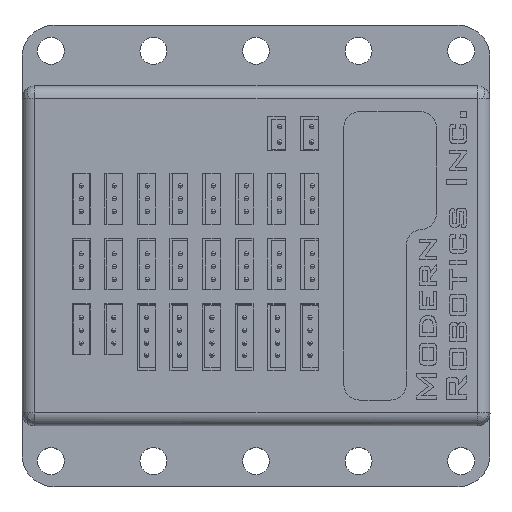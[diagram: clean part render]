
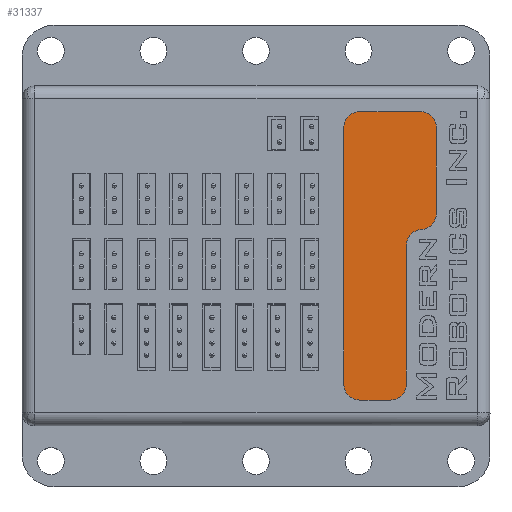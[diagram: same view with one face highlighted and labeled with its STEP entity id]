
A CAD part, top view. The second image highlights one B-rep face of the part: STEP entity #31337.
In plain terms, the highlighted planar face has unit normal (0, 0, 1).
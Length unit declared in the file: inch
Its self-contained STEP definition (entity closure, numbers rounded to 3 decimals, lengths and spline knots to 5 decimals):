
#723 = CARTESIAN_POINT ( 'NONE',  ( -0.03953, -1.30527, 1.41872 ) ) ;
#850 = ORIENTED_EDGE ( 'NONE', *, *, #34140, .T. ) ;
#1369 = DIRECTION ( 'NONE',  ( -1., 0., 0. ) ) ;
#1744 = VECTOR ( 'NONE', #15960, 39.37008 ) ;
#1999 = ORIENTED_EDGE ( 'NONE', *, *, #46405, .T. ) ;
#2218 = CARTESIAN_POINT ( 'NONE',  ( 0.14825, -1.4037, 1.41872 ) ) ;
#2710 = AXIS2_PLACEMENT_3D ( 'NONE', #23672, #16280, #12354 ) ;
#3597 = CARTESIAN_POINT ( 'NONE',  ( -0.13795, -1.30527, 1.41872 ) ) ;
#3822 = CARTESIAN_POINT ( 'NONE',  ( 0.33246, 0.36796, 1.41872 ) ) ;
#4542 = DIRECTION ( 'NONE',  ( 0., -1., 0. ) ) ;
#5108 = AXIS2_PLACEMENT_3D ( 'NONE', #13283, #39163, #16704 ) ;
#7774 = CIRCLE ( 'NONE', #12396, 0.09843 ) ;
#7973 = EDGE_LOOP ( 'NONE', ( #22598, #12944, #10509, #31280, #45065, #43107, #33750, #12755, #850, #28685, #1999 ) ) ;
#8224 = CARTESIAN_POINT ( 'NONE',  ( 0.24667, 0.36796, 1.41872 ) ) ;
#8780 = LINE ( 'NONE', #22861, #1744 ) ;
#9167 = VERTEX_POINT ( 'NONE', #28501 ) ;
#10367 = VERTEX_POINT ( 'NONE', #38848 ) ;
#10415 = CIRCLE ( 'NONE', #29988, 0.09843 ) ;
#10509 = ORIENTED_EDGE ( 'NONE', *, *, #37880, .F. ) ;
#10775 = EDGE_CURVE ( 'NONE', #45641, #45779, #44967, .T. ) ;
#12354 = DIRECTION ( 'NONE',  ( -1., 0., 0. ) ) ;
#12396 = AXIS2_PLACEMENT_3D ( 'NONE', #16992, #39426, #1369 ) ;
#12409 = DIRECTION ( 'NONE',  ( 0., 0., 1. ) ) ;
#12584 = CARTESIAN_POINT ( 'NONE',  ( 0.24667, -0.45413, 1.41872 ) ) ;
#12755 = ORIENTED_EDGE ( 'NONE', *, *, #24360, .T. ) ;
#12944 = ORIENTED_EDGE ( 'NONE', *, *, #17049, .T. ) ;
#13283 = CARTESIAN_POINT ( 'NONE',  ( 0.14825, -1.30527, 1.41872 ) ) ;
#13613 = CARTESIAN_POINT ( 'NONE',  ( 0.43089, 0.36796, 1.41872 ) ) ;
#13855 = VERTEX_POINT ( 'NONE', #12584 ) ;
#14688 = DIRECTION ( 'NONE',  ( -1., 0., 0. ) ) ;
#14843 = DIRECTION ( 'NONE',  ( 0., 0., 1. ) ) ;
#15545 = DIRECTION ( 'NONE',  ( -1., 0., 0. ) ) ;
#15960 = DIRECTION ( 'NONE',  ( 0., 1., 0. ) ) ;
#16280 = DIRECTION ( 'NONE',  ( 0., 0., -1. ) ) ;
#16514 = LINE ( 'NONE', #34967, #31786 ) ;
#16704 = DIRECTION ( 'NONE',  ( -1., 0., 0. ) ) ;
#16830 = AXIS2_PLACEMENT_3D ( 'NONE', #31015, #38534, #46447 ) ;
#16992 = CARTESIAN_POINT ( 'NONE',  ( 0.33246, 0.26953, 1.41872 ) ) ;
#17049 = EDGE_CURVE ( 'NONE', #46040, #13855, #8780, .T. ) ;
#18651 = EDGE_CURVE ( 'NONE', #22472, #45641, #7774, .T. ) ;
#19720 = VECTOR ( 'NONE', #4542, 39.37008 ) ;
#21836 = CARTESIAN_POINT ( 'NONE',  ( -0.03953, 0.26953, 1.41872 ) ) ;
#22472 = VERTEX_POINT ( 'NONE', #42397 ) ;
#22598 = ORIENTED_EDGE ( 'NONE', *, *, #41178, .T. ) ;
#22861 = CARTESIAN_POINT ( 'NONE',  ( 0.24667, 0.36796, 1.41872 ) ) ;
#22873 = CARTESIAN_POINT ( 'NONE',  ( -0.03953, 0.36796, 1.41872 ) ) ;
#23224 = EDGE_CURVE ( 'NONE', #43147, #22472, #32167, .T. ) ;
#23672 = CARTESIAN_POINT ( 'NONE',  ( 0.33878, 0.00592, 1.41872 ) ) ;
#24360 = EDGE_CURVE ( 'NONE', #45779, #44605, #28389, .T. ) ;
#24893 = DIRECTION ( 'NONE',  ( 0., 1., 0. ) ) ;
#25001 = AXIS2_PLACEMENT_3D ( 'NONE', #723, #12409, #15545 ) ;
#25586 = DIRECTION ( 'NONE',  ( 0., 0., 1. ) ) ;
#26698 = VECTOR ( 'NONE', #45836, 39.37008 ) ;
#27564 = CIRCLE ( 'NONE', #16830, 0.09843 ) ;
#28389 = CIRCLE ( 'NONE', #39443, 0.09843 ) ;
#28501 = CARTESIAN_POINT ( 'NONE',  ( 0.33878, -0.35591, 1.41872 ) ) ;
#28685 = ORIENTED_EDGE ( 'NONE', *, *, #43947, .T. ) ;
#29988 = AXIS2_PLACEMENT_3D ( 'NONE', #37300, #14843, #14688 ) ;
#30858 = CIRCLE ( 'NONE', #25001, 0.09843 ) ;
#31015 = CARTESIAN_POINT ( 'NONE',  ( 0.3451, -0.45413, 1.41872 ) ) ;
#31280 = ORIENTED_EDGE ( 'NONE', *, *, #43309, .T. ) ;
#31337 = ADVANCED_FACE ( 'NONE', ( #38119 ), #46523, .F. ) ;
#31786 = VECTOR ( 'NONE', #34461, 39.37008 ) ;
#32167 = LINE ( 'NONE', #13613, #36254 ) ;
#32824 = DIRECTION ( 'NONE',  ( -1., 0., 0. ) ) ;
#33750 = ORIENTED_EDGE ( 'NONE', *, *, #10775, .T. ) ;
#34140 = EDGE_CURVE ( 'NONE', #44605, #44820, #43799, .T. ) ;
#34461 = DIRECTION ( 'NONE',  ( 1., 0., 0. ) ) ;
#34967 = CARTESIAN_POINT ( 'NONE',  ( 0.24667, -1.4037, 1.41872 ) ) ;
#36254 = VECTOR ( 'NONE', #24893, 39.37008 ) ;
#37300 = CARTESIAN_POINT ( 'NONE',  ( 0.33246, -0.25768, 1.41872 ) ) ;
#37880 = EDGE_CURVE ( 'NONE', #9167, #13855, #27564, .T. ) ;
#38119 = FACE_OUTER_BOUND ( 'NONE', #7973, .T. ) ;
#38534 = DIRECTION ( 'NONE',  ( 0., 0., 1. ) ) ;
#38848 = CARTESIAN_POINT ( 'NONE',  ( -0.03953, -1.4037, 1.41872 ) ) ;
#39163 = DIRECTION ( 'NONE',  ( 0., 0., 1. ) ) ;
#39426 = DIRECTION ( 'NONE',  ( 0., 0., 1. ) ) ;
#39443 = AXIS2_PLACEMENT_3D ( 'NONE', #21836, #25586, #32824 ) ;
#40054 = CARTESIAN_POINT ( 'NONE',  ( 0.24667, -1.30527, 1.41872 ) ) ;
#41178 = EDGE_CURVE ( 'NONE', #41212, #46040, #45310, .T. ) ;
#41212 = VERTEX_POINT ( 'NONE', #2218 ) ;
#41961 = CARTESIAN_POINT ( 'NONE',  ( -0.13795, -1.4037, 1.41872 ) ) ;
#42397 = CARTESIAN_POINT ( 'NONE',  ( 0.43089, 0.26953, 1.41872 ) ) ;
#43107 = ORIENTED_EDGE ( 'NONE', *, *, #18651, .T. ) ;
#43147 = VERTEX_POINT ( 'NONE', #48344 ) ;
#43309 = EDGE_CURVE ( 'NONE', #9167, #43147, #10415, .T. ) ;
#43544 = CARTESIAN_POINT ( 'NONE',  ( -0.13795, 0.26953, 1.41872 ) ) ;
#43799 = LINE ( 'NONE', #41961, #19720 ) ;
#43947 = EDGE_CURVE ( 'NONE', #44820, #10367, #30858, .T. ) ;
#44605 = VERTEX_POINT ( 'NONE', #43544 ) ;
#44820 = VERTEX_POINT ( 'NONE', #3597 ) ;
#44967 = LINE ( 'NONE', #8224, #26698 ) ;
#45065 = ORIENTED_EDGE ( 'NONE', *, *, #23224, .T. ) ;
#45310 = CIRCLE ( 'NONE', #5108, 0.09843 ) ;
#45641 = VERTEX_POINT ( 'NONE', #3822 ) ;
#45779 = VERTEX_POINT ( 'NONE', #22873 ) ;
#45836 = DIRECTION ( 'NONE',  ( -1., 0., 0. ) ) ;
#46040 = VERTEX_POINT ( 'NONE', #40054 ) ;
#46405 = EDGE_CURVE ( 'NONE', #10367, #41212, #16514, .T. ) ;
#46447 = DIRECTION ( 'NONE',  ( -1., 0., 0. ) ) ;
#46523 = PLANE ( 'NONE',  #2710 ) ;
#48344 = CARTESIAN_POINT ( 'NONE',  ( 0.43089, -0.25768, 1.41872 ) ) ;
